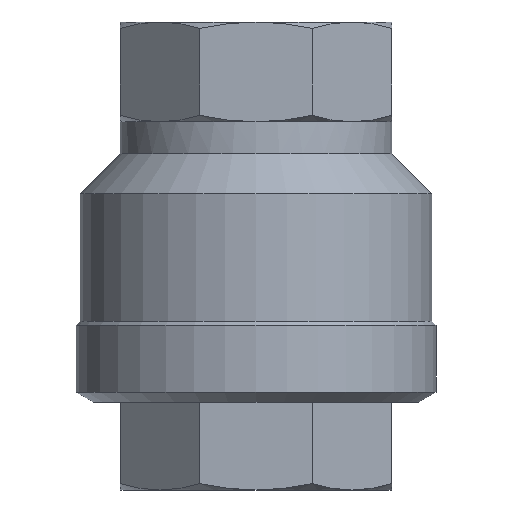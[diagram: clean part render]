
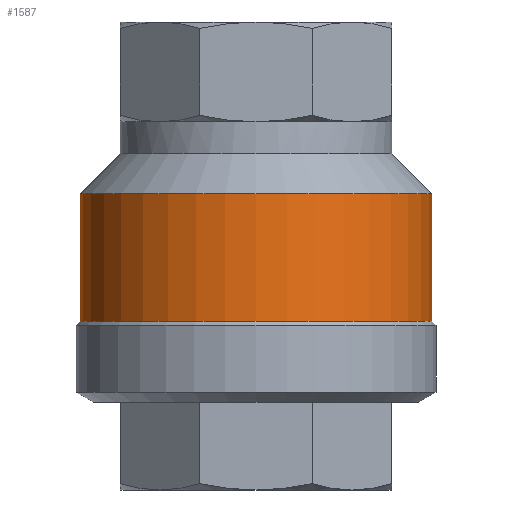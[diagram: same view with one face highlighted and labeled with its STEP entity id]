
A CAD part, front view. The second image highlights one B-rep face of the part: STEP entity #1587.
In plain terms, the highlighted cylindrical face has radius 53.75 mm (diameter 107.5 mm), a full revolution.
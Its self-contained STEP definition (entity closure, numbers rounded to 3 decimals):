
#21=CYLINDRICAL_SURFACE('',#1716,53.75);
#84=CIRCLE('',#1717,53.75);
#85=CIRCLE('',#1718,53.75);
#423=ORIENTED_EDGE('',*,*,#873,.F.);
#424=ORIENTED_EDGE('',*,*,#874,.F.);
#425=ORIENTED_EDGE('',*,*,#875,.T.);
#873=EDGE_CURVE('',#1093,#1093,#84,.T.);
#874=EDGE_CURVE('',#1094,#1094,#1200,.T.);
#875=EDGE_CURVE('',#1095,#1095,#85,.T.);
#1093=VERTEX_POINT('',#2478);
#1094=VERTEX_POINT('',#2510);
#1095=VERTEX_POINT('',#2512);
#1200=B_SPLINE_CURVE_WITH_KNOTS('',3,(#2479,#2480,#2481,#2482,#2483,#2484,
#2485,#2486,#2487,#2488,#2489,#2490,#2491,#2492,#2493,#2494,#2495,#2496,
#2497,#2498,#2499,#2500,#2501,#2502,#2503,#2504,#2505,#2506,#2507,#2508,
#2509),.UNSPECIFIED.,.T.,.F.,(1,1,1,1,1,1,1,1,1,1,1,1,1,1,1,1,1,1,1,1,1,
1,1,1,1,1,1,1,1,1,1,1,1,1,1),(-0.011,-0.007,
-0.004,0.,0.007,0.014,0.022,
0.025,0.029,0.032,0.036,
0.04,0.043,0.047,0.05,
0.054,0.057,0.065,0.068,
0.072,0.075,0.079,0.083,
0.086,0.09,0.093,0.097,
0.101,0.104,0.108,0.111,
0.115,0.122,0.129,0.137),
 .UNSPECIFIED.);
#1265=EDGE_LOOP('',(#423));
#1266=EDGE_LOOP('',(#424));
#1267=EDGE_LOOP('',(#425));
#1401=FACE_BOUND('',#1265,.T.);
#1402=FACE_BOUND('',#1266,.T.);
#1403=FACE_BOUND('',#1267,.T.);
#1587=ADVANCED_FACE('',(#1401,#1402,#1403),#21,.T.);
#1716=AXIS2_PLACEMENT_3D('',#2476,#1955,#1956);
#1717=AXIS2_PLACEMENT_3D('',#2477,#1957,#1958);
#1718=AXIS2_PLACEMENT_3D('',#2511,#1959,#1960);
#1955=DIRECTION('',(0.,0.,-1.));
#1956=DIRECTION('',(-1.,0.,0.));
#1957=DIRECTION('',(0.,0.,-1.));
#1958=DIRECTION('',(-1.,0.,0.));
#1959=DIRECTION('',(0.,0.,-1.));
#1960=DIRECTION('',(-1.,0.,0.));
#2476=CARTESIAN_POINT('',(0.,0.,-143.));
#2477=CARTESIAN_POINT('',(0.,0.,-91.427));
#2478=CARTESIAN_POINT('',(-53.75,0.,-91.427));
#2479=CARTESIAN_POINT('',(3.602,53.669,-89.513));
#2480=CARTESIAN_POINT('',(-1.199,53.833,-89.99));
#2481=CARTESIAN_POINT('',(-7.223,53.41,-88.779));
#2482=CARTESIAN_POINT('',(-13.24,52.181,-84.723));
#2483=CARTESIAN_POINT('',(-16.6,51.136,-79.727));
#2484=CARTESIAN_POINT('',(-18.012,50.644,-75.102));
#2485=CARTESIAN_POINT('',(-18.369,50.513,-71.522));
#2486=CARTESIAN_POINT('',(-18.011,50.644,-67.886));
#2487=CARTESIAN_POINT('',(-16.958,51.012,-64.446));
#2488=CARTESIAN_POINT('',(-15.262,51.552,-61.281));
#2489=CARTESIAN_POINT('',(-12.979,52.181,-58.508));
#2490=CARTESIAN_POINT('',(-10.241,52.794,-56.254));
#2491=CARTESIAN_POINT('',(-7.055,53.32,-54.541));
#2492=CARTESIAN_POINT('',(-3.629,53.666,-53.494));
#2493=CARTESIAN_POINT('',(1.205,53.834,-53.008));
#2494=CARTESIAN_POINT('',(5.993,53.497,-53.969));
#2495=CARTESIAN_POINT('',(10.234,52.796,-56.249));
#2496=CARTESIAN_POINT('',(12.983,52.18,-58.511));
#2497=CARTESIAN_POINT('',(15.257,51.553,-61.274));
#2498=CARTESIAN_POINT('',(16.957,51.012,-64.444));
#2499=CARTESIAN_POINT('',(18.007,50.645,-67.872));
#2500=CARTESIAN_POINT('',(18.37,50.513,-71.508));
#2501=CARTESIAN_POINT('',(18.013,50.643,-75.092));
#2502=CARTESIAN_POINT('',(16.957,51.012,-78.564));
#2503=CARTESIAN_POINT('',(15.252,51.554,-81.73));
#2504=CARTESIAN_POINT('',(12.995,52.177,-84.479));
#2505=CARTESIAN_POINT('',(10.212,52.8,-86.765));
#2506=CARTESIAN_POINT('',(7.077,53.317,-88.449));
#2507=CARTESIAN_POINT('',(3.602,53.669,-89.513));
#2508=CARTESIAN_POINT('',(-1.199,53.833,-89.99));
#2509=CARTESIAN_POINT('',(-7.223,53.41,-88.779));
#2510=CARTESIAN_POINT('',(0.,53.75,-89.75));
#2511=CARTESIAN_POINT('',(0.,0.,-52.527));
#2512=CARTESIAN_POINT('',(-53.75,0.,-52.527));
